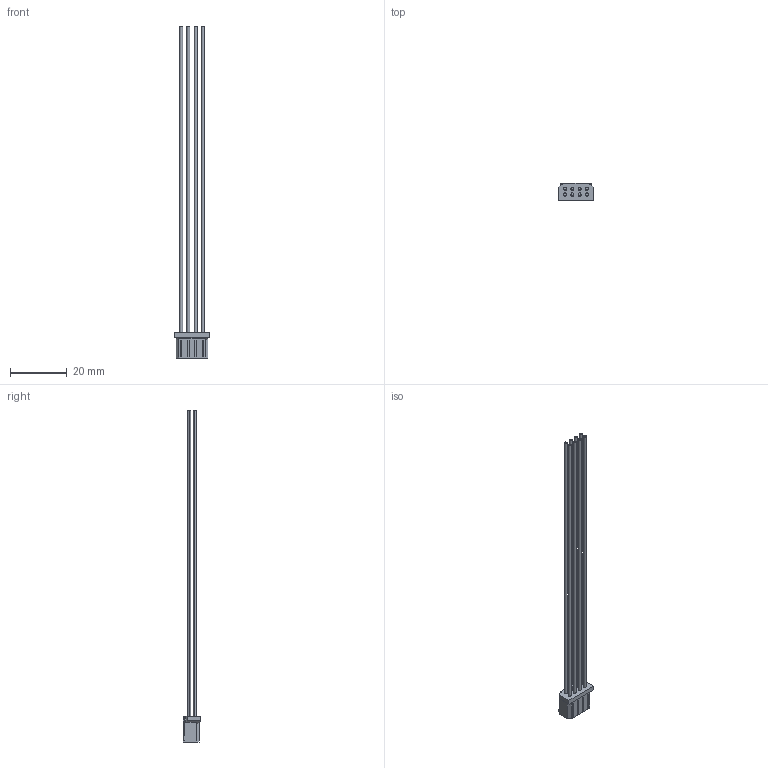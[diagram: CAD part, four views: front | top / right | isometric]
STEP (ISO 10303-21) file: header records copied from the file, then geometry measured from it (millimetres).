
FILE_DESCRIPTION (( 'STEP AP214' ), '1' );
FILE_NAME ('FWJL23-S08011GN-01-REF .STEP', '2025-07-30T05:43:04', ( '' ), ( '' ), 'SwSTEP 2.0', 'SolidWorks 2021', '' );
FILE_SCHEMA (( 'AUTOMOTIVE_DESIGN' ));
Length unit declared in the file: millimetre
Products named in the file (1): FWJL23-S08011GN-01-REF 
Bounding box: 12.4 x 6 x 117 mm (x, y, z)
Volume: 1191.1 mm3; surface area: 3383.9 mm2
Topology: 1 solids, 1 shells, 616 faces, 1626 edges, 1004 vertices
Faces by surface type: cylinder 308, torus 168, plane 140
Entity records: 19948 total; most frequent: DIRECTION 3884, CARTESIAN_POINT 3667, ORIENTED_EDGE 3252, AXIS2_PLACEMENT_3D 1657, EDGE_CURVE 1626, CIRCLE 1040, VERTEX_POINT 1004, EDGE_LOOP 696
